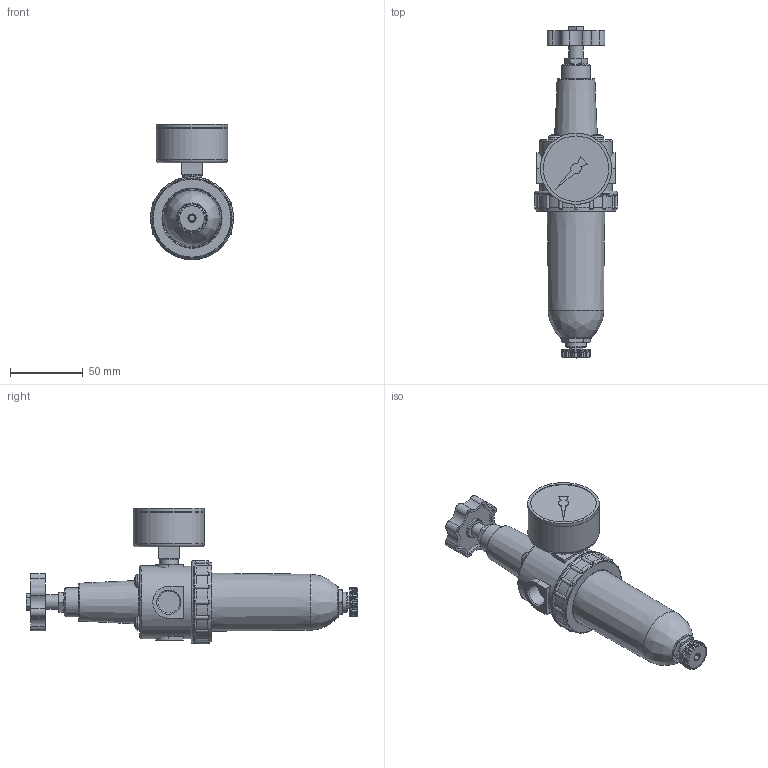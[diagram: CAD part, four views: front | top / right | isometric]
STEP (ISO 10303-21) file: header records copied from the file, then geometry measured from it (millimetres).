
FILE_DESCRIPTION( ( 'STEP AP203' ), '1' );
FILE_NAME( '9_1912_00_035_0V_2_03.stp', ' ', ( ' ' ), ( ' ' ), 'PSStep 15.0.47', 'PARTsolutions', ' ' );
FILE_SCHEMA( ( 'CONFIG_CONTROL_DESIGN' ) );
Length unit declared in the file: millimetre
Products named in the file (4): 9.1912.00.035.0V; _578.030 K-HA(G 3/8)-1; _578.030 K-HA-2; _578.030 K-HA0(HA)-3
Assembly tree (3 placements, depth 2):
  9.1912.00.035.0V
    _578.030 K-HA(G 3/8)-1
    _578.030 K-HA-2
    _578.030 K-HA0(HA)-3
Bounding box: 57 x 228.2 x 93 mm (x, y, z)
Volume: 295837.5 mm3; surface area: 46517.8 mm2
Topology: 3 solids, 3 shells, 421 faces, 1067 edges, 684 vertices
Faces by surface type: plane 164, cylinder 147, cone 65, torus 24, sphere 20, bspline 1
Full cylindrical faces by diameter (mm): 4 x1, 9.728 x1, 10 x1, 11.445 x1, 13.157 x1, 14 x2, 14.95 x2, 20 x2, 45 x1, 48.96 x1, 49 x2, 50 x1, 57 x1
Entity records: 13829 total; most frequent: CARTESIAN_POINT 4087, ORIENTED_EDGE 1976, DIRECTION 1951, EDGE_CURVE 988, AXIS2_PLACEMENT_3D 781, VERTEX_POINT 665, EDGE_LOOP 513, FACE_OUTER_BOUND 455
